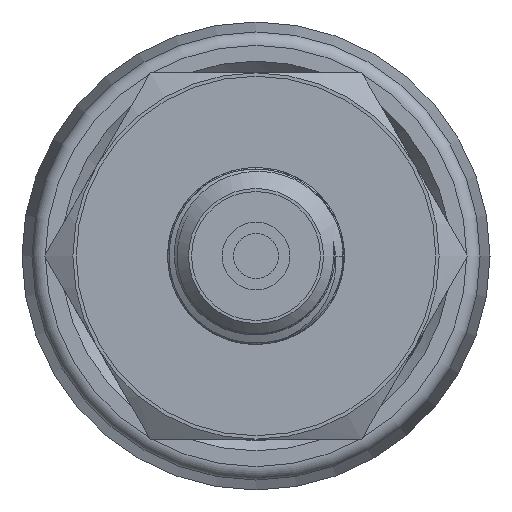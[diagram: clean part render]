
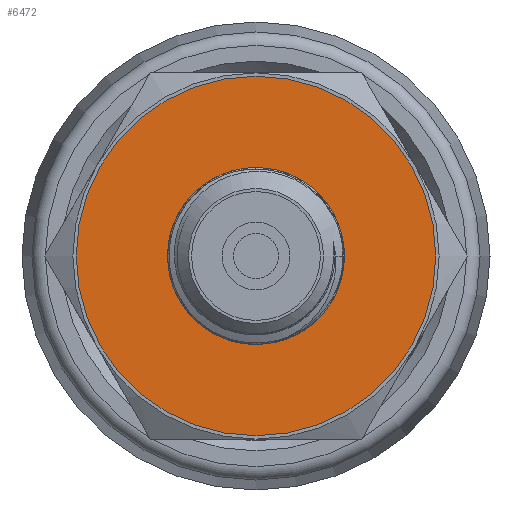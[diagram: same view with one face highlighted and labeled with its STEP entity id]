
A CAD part, left-side view. The second image highlights one B-rep face of the part: STEP entity #6472.
In plain terms, the highlighted planar face has unit normal (-1, 0, 0).
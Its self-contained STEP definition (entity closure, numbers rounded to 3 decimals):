
#357=PLANE('',#6710);
#392=FACE_BOUND('',#1151,.T.);
#753=FACE_OUTER_BOUND('',#1150,.T.);
#1150=EDGE_LOOP('',(#5896));
#1151=EDGE_LOOP('',(#5897));
#1241=CIRCLE('',#6684,13.25);
#1243=CIRCLE('',#6688,6.5);
#3052=VERTEX_POINT('',#17214);
#3055=VERTEX_POINT('',#17611);
#3990=EDGE_CURVE('',#3052,#3052,#1241,.T.);
#3996=EDGE_CURVE('',#3055,#3055,#1243,.T.);
#5896=ORIENTED_EDGE('',*,*,#3990,.T.);
#5897=ORIENTED_EDGE('',*,*,#3996,.T.);
#6472=ADVANCED_FACE('',(#753,#392),#357,.T.);
#6684=AXIS2_PLACEMENT_3D('',#17215,#7333,#7334);
#6688=AXIS2_PLACEMENT_3D('',#17612,#7342,#7343);
#6710=AXIS2_PLACEMENT_3D('',#19275,#7391,#7392);
#7333=DIRECTION('center_axis',(-1.,0.,0.));
#7334=DIRECTION('ref_axis',(0.,1.,0.));
#7342=DIRECTION('center_axis',(1.,0.,0.));
#7343=DIRECTION('ref_axis',(0.,0.,-1.));
#7391=DIRECTION('center_axis',(-1.,0.,0.));
#7392=DIRECTION('ref_axis',(0.,0.,1.));
#17214=CARTESIAN_POINT('',(-47.,-13.25,0.));
#17215=CARTESIAN_POINT('Origin',(-47.,0.,0.));
#17611=CARTESIAN_POINT('',(-47.,0.,6.5));
#17612=CARTESIAN_POINT('Origin',(-47.,0.,0.));
#19275=CARTESIAN_POINT('Origin',(-47.,13.5,0.));
